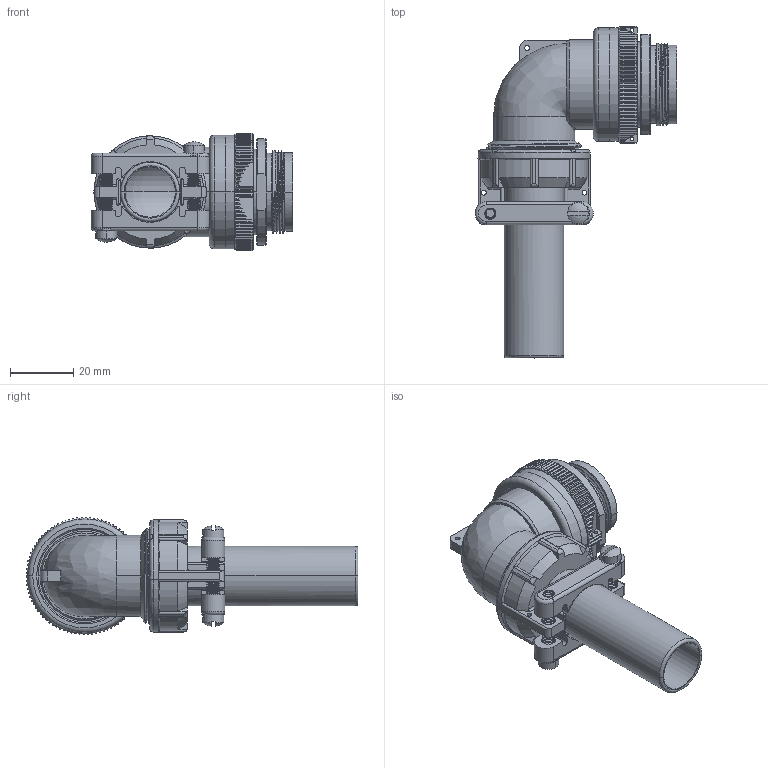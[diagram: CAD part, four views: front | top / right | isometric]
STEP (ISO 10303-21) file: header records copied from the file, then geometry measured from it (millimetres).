
FILE_DESCRIPTION((''),'2;1');
FILE_NAME('PRT0001','2016-12-19T',('cgregory'),('NET AG system integration'),'CREO PARAMETRIC BY PTC INC, 2016260','CREO PARAMETRIC BY PTC INC, 2016260','');
FILE_SCHEMA(('AUTOMOTIVE_DESIGN { 1 0 10303 214 1 1 1 1 }'));
Products named in the file (1): PRT0001
Bounding box: 63.7 x 104.72 x 36.96 mm (x, y, z)
Volume: 16387.9 mm3; surface area: 32744.5 mm2
Topology: 2 solids, 7 shells, 1273 faces, 3735 edges, 2483 vertices
Faces by surface type: cylinder 555, plane 442, cone 159, bspline 77, torus 36, sphere 4
Entity records: 69150 total; most frequent: CARTESIAN_POINT 28675, ORIENTED_EDGE 7399, DIRECTION 5398, EDGE_CURVE 3735, VERTEX_POINT 2483, AXIS2_PLACEMENT_3D 2038, B_SPLINE_CURVE_WITH_KNOTS 1572, EDGE_LOOP 1330
